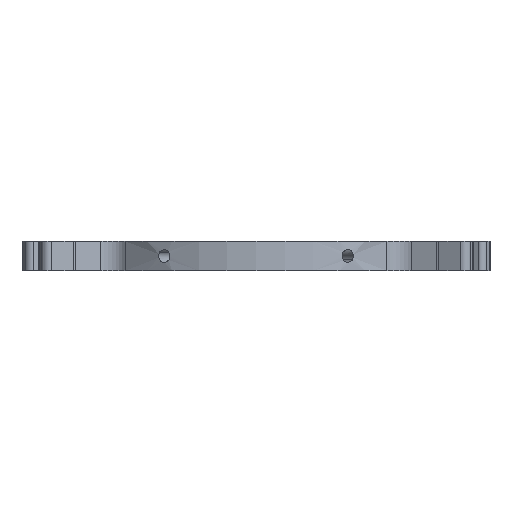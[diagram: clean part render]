
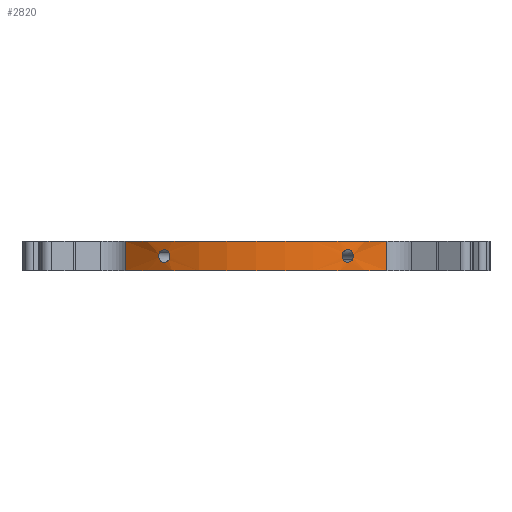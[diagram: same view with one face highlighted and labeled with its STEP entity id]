
A CAD part, front view. The second image highlights one B-rep face of the part: STEP entity #2820.
In plain terms, the highlighted cylindrical face has radius 49.75 mm (diameter 99.5 mm), a partial arc.
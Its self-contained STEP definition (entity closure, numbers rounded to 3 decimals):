
#895=CARTESIAN_POINT('Line Origine',(-35.457,-34.898,0.)) ;
#899=CARTESIAN_POINT('Vertex',(-35.457,-34.898,4.)) ;
#901=CARTESIAN_POINT('Vertex',(-35.457,-34.898,-4.)) ;
#1097=CARTESIAN_POINT('Control Point',(-23.533,-43.832,-0.839)) ;
#1098=CARTESIAN_POINT('Control Point',(-23.722,-43.731,-1.232)) ;
#1099=CARTESIAN_POINT('Control Point',(-24.022,-43.568,-1.556)) ;
#1100=CARTESIAN_POINT('Control Point',(-24.405,-43.357,-1.757)) ;
#1101=CARTESIAN_POINT('Control Point',(-25.014,-43.007,-1.829)) ;
#1102=CARTESIAN_POINT('Control Point',(-25.56,-42.683,-1.584)) ;
#1103=CARTESIAN_POINT('Control Point',(-25.729,-42.581,-1.468)) ;
#1104=CARTESIAN_POINT('Control Point',(-26.164,-42.316,-1.047)) ;
#1105=CARTESIAN_POINT('Control Point',(-26.401,-42.167,-0.426)) ;
#1106=CARTESIAN_POINT('Control Point',(-26.444,-42.14,0.027)) ;
#1107=CARTESIAN_POINT('Control Point',(-26.367,-42.188,0.464)) ;
#1108=CARTESIAN_POINT('Control Point',(-26.193,-42.296,0.839)) ;
#1109=CARTESIAN_POINT('Vertex',(-23.533,-43.832,-0.839)) ;
#1111=CARTESIAN_POINT('Vertex',(-26.193,-42.296,0.839)) ;
#1141=CARTESIAN_POINT('Control Point',(-26.193,-42.296,0.839)) ;
#1142=CARTESIAN_POINT('Control Point',(-26.011,-42.409,1.232)) ;
#1143=CARTESIAN_POINT('Control Point',(-25.72,-42.588,1.556)) ;
#1144=CARTESIAN_POINT('Control Point',(-25.346,-42.813,1.757)) ;
#1145=CARTESIAN_POINT('Control Point',(-24.739,-43.167,1.829)) ;
#1146=CARTESIAN_POINT('Control Point',(-24.184,-43.477,1.584)) ;
#1147=CARTESIAN_POINT('Control Point',(-24.011,-43.573,1.468)) ;
#1148=CARTESIAN_POINT('Control Point',(-23.565,-43.817,1.047)) ;
#1149=CARTESIAN_POINT('Control Point',(-23.317,-43.948,0.426)) ;
#1150=CARTESIAN_POINT('Control Point',(-23.272,-43.971,-0.027)) ;
#1151=CARTESIAN_POINT('Control Point',(-23.353,-43.929,-0.464)) ;
#1152=CARTESIAN_POINT('Control Point',(-23.533,-43.832,-0.839)) ;
#2402=CARTESIAN_POINT('Axis2P3D Location',(0.,0.,0.)) ;
#2455=CARTESIAN_POINT('Vertex',(35.457,-34.898,4.)) ;
#2458=CARTESIAN_POINT('Line Origine',(35.457,-34.898,0.)) ;
#2462=CARTESIAN_POINT('Vertex',(35.457,-34.898,-4.)) ;
#2523=CARTESIAN_POINT('Control Point',(26.193,-42.296,-0.839)) ;
#2524=CARTESIAN_POINT('Control Point',(26.011,-42.409,-1.232)) ;
#2525=CARTESIAN_POINT('Control Point',(25.72,-42.588,-1.556)) ;
#2526=CARTESIAN_POINT('Control Point',(25.346,-42.813,-1.757)) ;
#2527=CARTESIAN_POINT('Control Point',(24.739,-43.167,-1.829)) ;
#2528=CARTESIAN_POINT('Control Point',(24.184,-43.477,-1.584)) ;
#2529=CARTESIAN_POINT('Control Point',(24.011,-43.573,-1.468)) ;
#2530=CARTESIAN_POINT('Control Point',(23.565,-43.817,-1.047)) ;
#2531=CARTESIAN_POINT('Control Point',(23.317,-43.948,-0.426)) ;
#2532=CARTESIAN_POINT('Control Point',(23.272,-43.971,0.027)) ;
#2533=CARTESIAN_POINT('Control Point',(23.353,-43.929,0.464)) ;
#2534=CARTESIAN_POINT('Control Point',(23.533,-43.832,0.839)) ;
#2535=CARTESIAN_POINT('Vertex',(26.193,-42.296,-0.839)) ;
#2537=CARTESIAN_POINT('Vertex',(23.533,-43.832,0.839)) ;
#2558=CARTESIAN_POINT('Control Point',(23.533,-43.832,0.839)) ;
#2559=CARTESIAN_POINT('Control Point',(23.722,-43.731,1.232)) ;
#2560=CARTESIAN_POINT('Control Point',(24.022,-43.568,1.556)) ;
#2561=CARTESIAN_POINT('Control Point',(24.405,-43.357,1.757)) ;
#2562=CARTESIAN_POINT('Control Point',(25.014,-43.007,1.829)) ;
#2563=CARTESIAN_POINT('Control Point',(25.56,-42.683,1.584)) ;
#2564=CARTESIAN_POINT('Control Point',(25.729,-42.581,1.468)) ;
#2565=CARTESIAN_POINT('Control Point',(26.164,-42.316,1.047)) ;
#2566=CARTESIAN_POINT('Control Point',(26.401,-42.167,0.426)) ;
#2567=CARTESIAN_POINT('Control Point',(26.444,-42.14,-0.027)) ;
#2568=CARTESIAN_POINT('Control Point',(26.367,-42.188,-0.464)) ;
#2569=CARTESIAN_POINT('Control Point',(26.193,-42.296,-0.839)) ;
#2780=CARTESIAN_POINT('Axis2P3D Location',(0.,0.,-4.)) ;
#2784=CARTESIAN_POINT('Vertex',(0.,-49.75,-4.)) ;
#2787=CARTESIAN_POINT('Axis2P3D Location',(0.,0.,-4.)) ;
#2792=CARTESIAN_POINT('Axis2P3D Location',(0.,0.,4.)) ;
#2796=CARTESIAN_POINT('Vertex',(0.,-49.75,4.)) ;
#2799=CARTESIAN_POINT('Axis2P3D Location',(0.,0.,4.)) ;
#896=DIRECTION('Vector Direction',(0.,0.,-1.)) ;
#2403=DIRECTION('Axis2P3D Direction',(0.,0.,1.)) ;
#2404=DIRECTION('Axis2P3D XDirection',(-0.866,0.5,0.)) ;
#2459=DIRECTION('Vector Direction',(0.,0.,-1.)) ;
#2781=DIRECTION('Axis2P3D Direction',(0.,0.,1.)) ;
#2788=DIRECTION('Axis2P3D Direction',(0.,0.,1.)) ;
#2793=DIRECTION('Axis2P3D Direction',(0.,0.,1.)) ;
#2800=DIRECTION('Axis2P3D Direction',(0.,0.,1.)) ;
#2405=AXIS2_PLACEMENT_3D('Cylinder Axis2P3D',#2402,#2403,#2404) ;
#2782=AXIS2_PLACEMENT_3D('Circle Axis2P3D',#2780,#2781,$) ;
#2789=AXIS2_PLACEMENT_3D('Circle Axis2P3D',#2787,#2788,$) ;
#2794=AXIS2_PLACEMENT_3D('Circle Axis2P3D',#2792,#2793,$) ;
#2801=AXIS2_PLACEMENT_3D('Circle Axis2P3D',#2799,#2800,$) ;
#2805=ORIENTED_EDGE('',*,*,#2786,.T.) ;
#2806=ORIENTED_EDGE('',*,*,#2791,.T.) ;
#2807=ORIENTED_EDGE('',*,*,#2464,.F.) ;
#2808=ORIENTED_EDGE('',*,*,#2798,.F.) ;
#2809=ORIENTED_EDGE('',*,*,#2803,.F.) ;
#2810=ORIENTED_EDGE('',*,*,#903,.T.) ;
#2813=ORIENTED_EDGE('',*,*,#2570,.T.) ;
#2814=ORIENTED_EDGE('',*,*,#2539,.T.) ;
#2817=ORIENTED_EDGE('',*,*,#1113,.T.) ;
#2818=ORIENTED_EDGE('',*,*,#1153,.T.) ;
#2815=FACE_BOUND('',#2812,.T.) ;
#2819=FACE_BOUND('',#2816,.T.) ;
#897=VECTOR('Line Direction',#896,1.) ;
#2460=VECTOR('Line Direction',#2459,1.) ;
#2820=ADVANCED_FACE('Corps principal',(#2811,#2815,#2819),#2406,.T.) ;
#1096=B_SPLINE_CURVE_WITH_KNOTS('',5,(#1097,#1098,#1099,#1100,#1101,#1102,#1103,#1104,#1105,#1106,#1107,#1108),.UNSPECIFIED.,.F.,.U.,(6,3,3,6),(0.,3.167,4.755,7.775),.UNSPECIFIED.) ;
#1140=B_SPLINE_CURVE_WITH_KNOTS('',5,(#1141,#1142,#1143,#1144,#1145,#1146,#1147,#1148,#1149,#1150,#1151,#1152),.UNSPECIFIED.,.F.,.U.,(6,3,3,6),(0.,3.167,4.755,7.775),.UNSPECIFIED.) ;
#2522=B_SPLINE_CURVE_WITH_KNOTS('',5,(#2523,#2524,#2525,#2526,#2527,#2528,#2529,#2530,#2531,#2532,#2533,#2534),.UNSPECIFIED.,.F.,.U.,(6,3,3,6),(0.,3.167,4.755,7.775),.UNSPECIFIED.) ;
#2557=B_SPLINE_CURVE_WITH_KNOTS('',5,(#2558,#2559,#2560,#2561,#2562,#2563,#2564,#2565,#2566,#2567,#2568,#2569),.UNSPECIFIED.,.F.,.U.,(6,3,3,6),(0.,3.167,4.755,7.775),.UNSPECIFIED.) ;
#2783=CIRCLE('generated circle',#2782,49.75) ;
#2790=CIRCLE('generated circle',#2789,49.75) ;
#2795=CIRCLE('generated circle',#2794,49.75) ;
#2802=CIRCLE('generated circle',#2801,49.75) ;
#2406=CYLINDRICAL_SURFACE('generated cylinder',#2405,49.75) ;
#903=EDGE_CURVE('',#900,#902,#898,.T.) ;
#1113=EDGE_CURVE('',#1110,#1112,#1096,.T.) ;
#1153=EDGE_CURVE('',#1112,#1110,#1140,.T.) ;
#2464=EDGE_CURVE('',#2456,#2463,#2461,.T.) ;
#2539=EDGE_CURVE('',#2536,#2538,#2522,.T.) ;
#2570=EDGE_CURVE('',#2538,#2536,#2557,.T.) ;
#2786=EDGE_CURVE('',#902,#2785,#2783,.T.) ;
#2791=EDGE_CURVE('',#2785,#2463,#2790,.T.) ;
#2798=EDGE_CURVE('',#2797,#2456,#2795,.T.) ;
#2803=EDGE_CURVE('',#900,#2797,#2802,.T.) ;
#2804=EDGE_LOOP('',(#2805,#2806,#2807,#2808,#2809,#2810)) ;
#2812=EDGE_LOOP('',(#2813,#2814)) ;
#2816=EDGE_LOOP('',(#2817,#2818)) ;
#2811=FACE_OUTER_BOUND('',#2804,.T.) ;
#898=LINE('Line',#895,#897) ;
#2461=LINE('Line',#2458,#2460) ;
#900=VERTEX_POINT('',#899) ;
#902=VERTEX_POINT('',#901) ;
#1110=VERTEX_POINT('',#1109) ;
#1112=VERTEX_POINT('',#1111) ;
#2456=VERTEX_POINT('',#2455) ;
#2463=VERTEX_POINT('',#2462) ;
#2536=VERTEX_POINT('',#2535) ;
#2538=VERTEX_POINT('',#2537) ;
#2785=VERTEX_POINT('',#2784) ;
#2797=VERTEX_POINT('',#2796) ;
